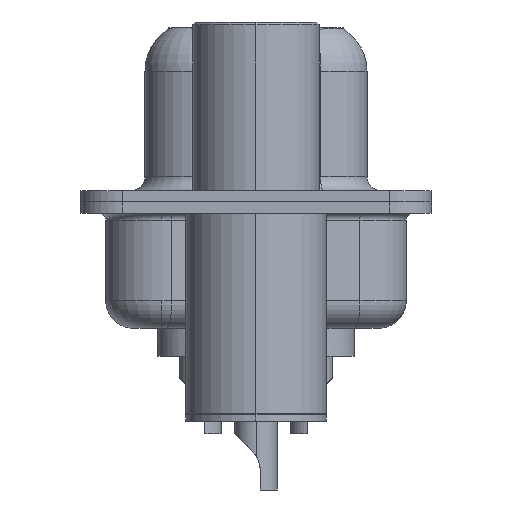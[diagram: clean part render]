
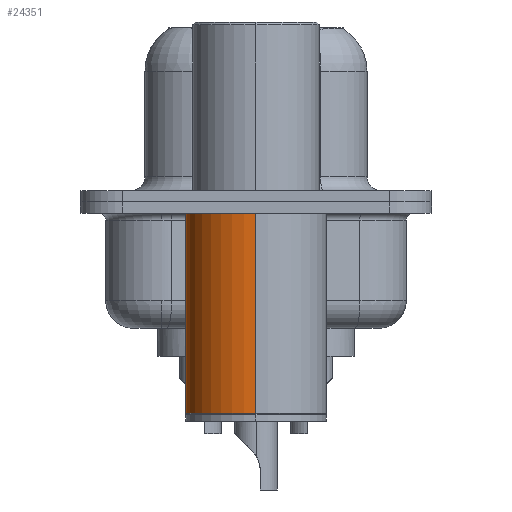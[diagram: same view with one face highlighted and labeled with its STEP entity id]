
A CAD part, left-side view. The second image highlights one B-rep face of the part: STEP entity #24351.
In plain terms, the highlighted cylindrical face has radius 2.5 mm (diameter 5 mm), a partial arc.
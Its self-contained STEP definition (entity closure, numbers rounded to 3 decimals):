
#30 = CARTESIAN_POINT ( 'NONE',  ( -2.5, 0., -7.525 ) ) ;
#154 = EDGE_LOOP ( 'NONE', ( #21902, #7618, #11506, #15390 ) ) ;
#193 = EDGE_CURVE ( 'NONE', #1288, #24695, #21111, .T. ) ;
#1288 = VERTEX_POINT ( 'NONE', #30 ) ;
#1526 = CARTESIAN_POINT ( 'NONE',  ( -2.5, 0., -0.4 ) ) ;
#4153 = EDGE_CURVE ( 'NONE', #5852, #24695, #16127, .T. ) ;
#4191 = DIRECTION ( 'NONE',  ( 0., 0., 1. ) ) ;
#4528 = LINE ( 'NONE', #8028, #20344 ) ;
#4952 = DIRECTION ( 'NONE',  ( 0., 0., 1. ) ) ;
#5210 = CARTESIAN_POINT ( 'NONE',  ( 0., 0., -0.4 ) ) ;
#5716 = CARTESIAN_POINT ( 'NONE',  ( 2.5, 0., -0.4 ) ) ;
#5852 = VERTEX_POINT ( 'NONE', #5716 ) ;
#6384 = DIRECTION ( 'NONE',  ( 1., 0., 0. ) ) ;
#6525 = CARTESIAN_POINT ( 'NONE',  ( 0., 0., -7.525 ) ) ;
#7205 = CARTESIAN_POINT ( 'NONE',  ( 2.5, 0., -7.525 ) ) ;
#7618 = ORIENTED_EDGE ( 'NONE', *, *, #193, .T. ) ;
#8028 = CARTESIAN_POINT ( 'NONE',  ( 2.5, 0., 0.581 ) ) ;
#8849 = DIRECTION ( 'NONE',  ( 1., 0., 0. ) ) ;
#10279 = CARTESIAN_POINT ( 'NONE',  ( 0., 0., 0.581 ) ) ;
#11506 = ORIENTED_EDGE ( 'NONE', *, *, #4153, .F. ) ;
#12450 = DIRECTION ( 'NONE',  ( 0., 0., 1. ) ) ;
#13716 = CARTESIAN_POINT ( 'NONE',  ( -2.5, 0., 0.581 ) ) ;
#14425 = FACE_OUTER_BOUND ( 'NONE', #154, .T. ) ;
#14513 = EDGE_CURVE ( 'NONE', #18934, #5852, #4528, .T. ) ;
#15390 = ORIENTED_EDGE ( 'NONE', *, *, #14513, .F. ) ;
#15578 = EDGE_CURVE ( 'NONE', #18934, #1288, #19955, .T. ) ;
#16106 = CYLINDRICAL_SURFACE ( 'NONE', #17280, 2.5 ) ;
#16127 = CIRCLE ( 'NONE', #23618, 2.5 ) ;
#17280 = AXIS2_PLACEMENT_3D ( 'NONE', #10279, #4191, #23900 ) ;
#18934 = VERTEX_POINT ( 'NONE', #7205 ) ;
#19955 = CIRCLE ( 'NONE', #22869, 2.5 ) ;
#20344 = VECTOR ( 'NONE', #12450, 1000. ) ;
#20401 = DIRECTION ( 'NONE',  ( 0., 0., 1. ) ) ;
#21111 = LINE ( 'NONE', #13716, #22907 ) ;
#21902 = ORIENTED_EDGE ( 'NONE', *, *, #15578, .T. ) ;
#22869 = AXIS2_PLACEMENT_3D ( 'NONE', #6525, #20401, #6384 ) ;
#22907 = VECTOR ( 'NONE', #23563, 1000. ) ;
#23563 = DIRECTION ( 'NONE',  ( 0., 0., 1. ) ) ;
#23618 = AXIS2_PLACEMENT_3D ( 'NONE', #5210, #4952, #8849 ) ;
#23900 = DIRECTION ( 'NONE',  ( 1., 0., 0. ) ) ;
#24351 = ADVANCED_FACE ( 'NONE', ( #14425 ), #16106, .T. ) ;
#24695 = VERTEX_POINT ( 'NONE', #1526 ) ;
